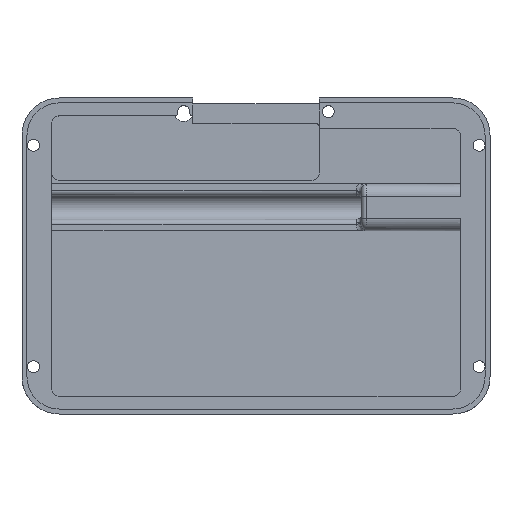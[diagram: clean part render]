
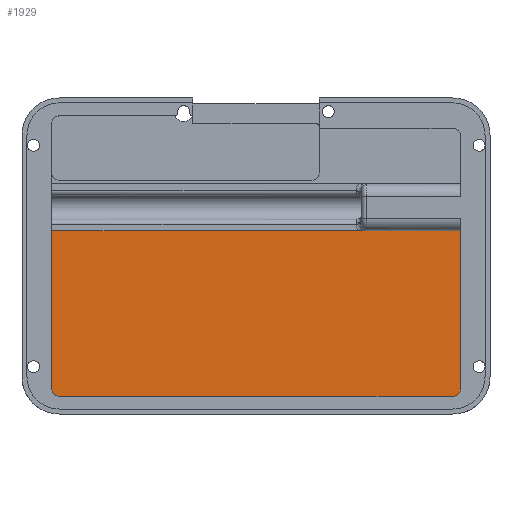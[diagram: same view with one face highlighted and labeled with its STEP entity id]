
A CAD part, top view. The second image highlights one B-rep face of the part: STEP entity #1929.
In plain terms, the highlighted planar face has unit normal (0, 0, 1).
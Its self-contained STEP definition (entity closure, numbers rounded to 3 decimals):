
#85=PLANE('',#2133);
#186=CIRCLE('',#2132,1.5);
#187=CIRCLE('',#2134,1.5);
#278=FACE_OUTER_BOUND('',#397,.T.);
#397=EDGE_LOOP('',(#1697,#1698,#1699,#1700,#1701,#1702));
#502=LINE('',#3800,#658);
#562=LINE('',#4104,#718);
#565=LINE('',#4111,#721);
#566=LINE('',#4114,#722);
#658=VECTOR('',#2405,31.729);
#718=VECTOR('',#2631,31.729);
#721=VECTOR('',#2640,82.1);
#722=VECTOR('',#2643,79.1);
#867=VERTEX_POINT('',#3797);
#868=VERTEX_POINT('',#3799);
#937=VERTEX_POINT('',#4101);
#938=VERTEX_POINT('',#4103);
#939=VERTEX_POINT('',#4107);
#940=VERTEX_POINT('',#4112);
#1090=EDGE_CURVE('',#867,#868,#502,.T.);
#1204=EDGE_CURVE('',#937,#938,#562,.T.);
#1206=EDGE_CURVE('',#939,#938,#186,.T.);
#1208=EDGE_CURVE('',#868,#937,#565,.T.);
#1209=EDGE_CURVE('',#867,#940,#187,.T.);
#1210=EDGE_CURVE('',#939,#940,#566,.T.);
#1697=ORIENTED_EDGE('',*,*,#1206,.T.);
#1698=ORIENTED_EDGE('',*,*,#1204,.F.);
#1699=ORIENTED_EDGE('',*,*,#1208,.F.);
#1700=ORIENTED_EDGE('',*,*,#1090,.F.);
#1701=ORIENTED_EDGE('',*,*,#1209,.T.);
#1702=ORIENTED_EDGE('',*,*,#1210,.F.);
#1929=ADVANCED_FACE('',(#278),#85,.T.);
#2132=AXIS2_PLACEMENT_3D('',#4108,#2635,#2636);
#2133=AXIS2_PLACEMENT_3D('',#4110,#2638,#2639);
#2134=AXIS2_PLACEMENT_3D('',#4113,#2641,#2642);
#2405=DIRECTION('',(0.,1.,0.));
#2631=DIRECTION('',(0.,-1.,0.));
#2635=DIRECTION('center_axis',(0.,0.,1.));
#2636=DIRECTION('ref_axis',(0.,-1.,0.));
#2638=DIRECTION('center_axis',(0.,0.,1.));
#2639=DIRECTION('ref_axis',(1.,0.,0.));
#2640=DIRECTION('',(1.,0.,0.));
#2641=DIRECTION('center_axis',(0.,0.,1.));
#2642=DIRECTION('ref_axis',(-1.,0.,0.));
#2643=DIRECTION('',(-1.,0.,0.));
#3797=CARTESIAN_POINT('',(1.5,1.1,-5.6));
#3799=CARTESIAN_POINT('',(1.5,32.829,-5.6));
#3800=CARTESIAN_POINT('',(1.5,1.1,-5.6));
#4101=CARTESIAN_POINT('',(83.6,32.829,-5.6));
#4103=CARTESIAN_POINT('',(83.6,1.1,-5.6));
#4104=CARTESIAN_POINT('',(83.6,32.829,-5.6));
#4107=CARTESIAN_POINT('',(82.1,-0.4,-5.6));
#4108=CARTESIAN_POINT('Origin',(82.1,1.1,-5.6));
#4110=CARTESIAN_POINT('Origin',(42.55,29.55,-5.6));
#4111=CARTESIAN_POINT('',(1.5,32.829,-5.6));
#4112=CARTESIAN_POINT('',(3.,-0.4,-5.6));
#4113=CARTESIAN_POINT('Origin',(3.,1.1,-5.6));
#4114=CARTESIAN_POINT('',(82.1,-0.4,-5.6));
